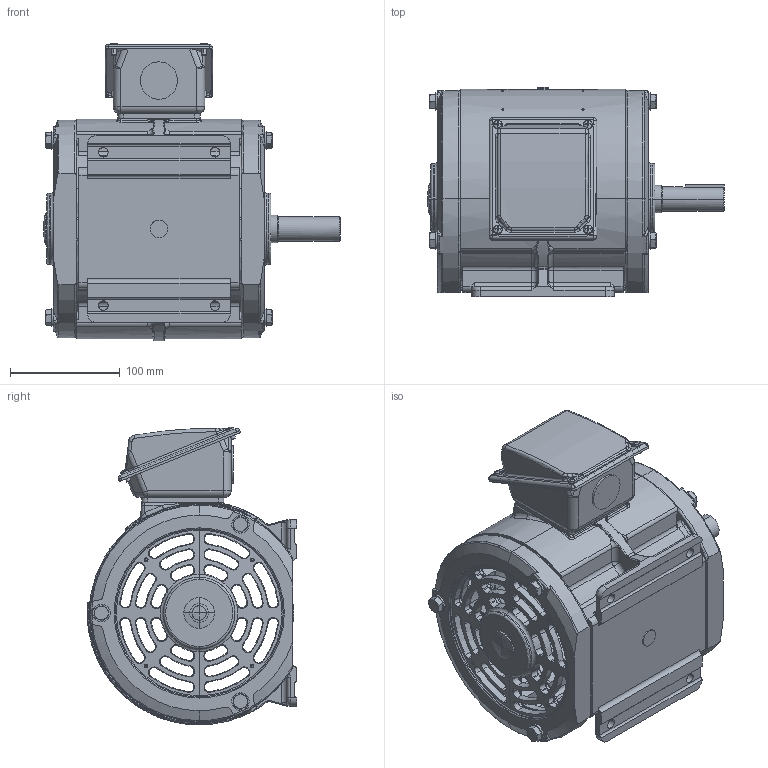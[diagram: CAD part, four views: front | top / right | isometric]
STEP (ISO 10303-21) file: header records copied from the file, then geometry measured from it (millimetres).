
FILE_DESCRIPTION(('CATIA V5 STEP Exchange'),'2;1');
FILE_NAME('31043A419-ASHH-- 143T.stp','2020-04-06T05:30:25+00:00',('none'),('none'),'Unofficial Packaging Version','CATIA V5 STEP AP203','none');
FILE_SCHEMA(('CONFIG_CONTROL_DESIGN'));
Products named in the file (1): 31043A419-ASHH--143T
Bounding box: 270.3 x 190.88 x 271.26 mm (x, y, z)
Volume: 1723752.1 mm3; surface area: 517073.1 mm2
Topology: 3 solids, 14 shells, 3172 faces, 8823 edges, 5395 vertices
Faces by surface type: cylinder 917, plane 646, bspline 626, cone 497, torus 398, sphere 76, revolution 12
Entity records: 119541 total; most frequent: CARTESIAN_POINT 49644, ORIENTED_EDGE 17222, DIRECTION 10432, EDGE_CURVE 8611, VERTEX_POINT 5395, AXIS2_PLACEMENT_3D 5337, EDGE_LOOP 3346, ADVANCED_FACE 3172
